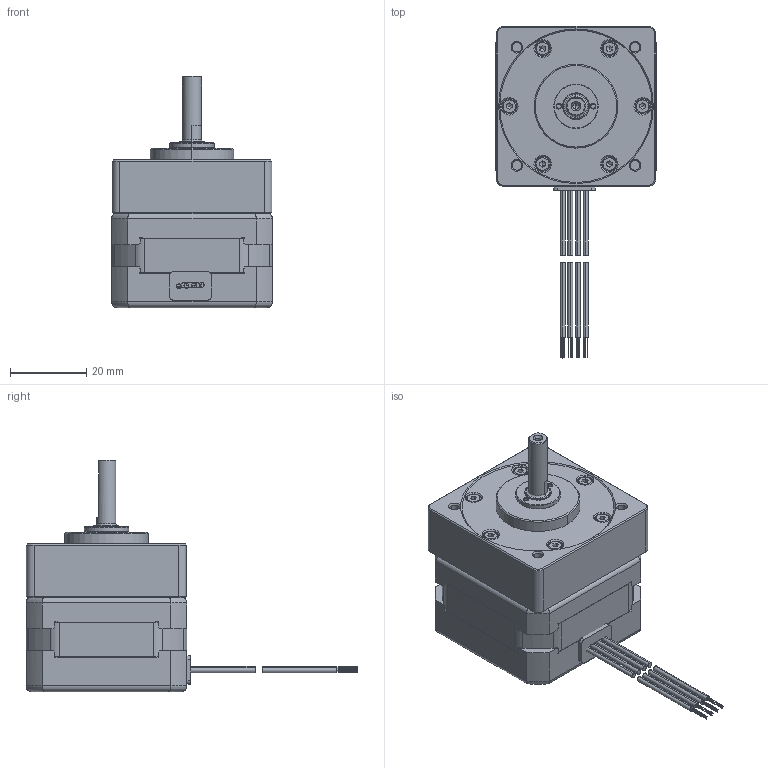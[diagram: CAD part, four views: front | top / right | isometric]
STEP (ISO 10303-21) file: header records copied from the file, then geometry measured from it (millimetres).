
FILE_DESCRIPTION((''),'2;1');
FILE_NAME('17HD5L_CHILUNXIANG_ASM','2023-12-15T13:28:22',('ms27865'),(''),'CREO PARAMETRIC BY PTC INC, 2018100','CREO PARAMETRIC BY PTC INC, 2018100','');
FILE_SCHEMA(('CONFIG_CONTROL_DESIGN'));
Length unit declared in the file: millimetre
Products named in the file (27): DINGZI_1_1_1_1; HOUDUANGAI_1_1_1_1; HUTAO_1_1_1_1; 4634140203854_1_1_1_1_1_1; 4634140203854_1_2_1_1_1_1; 4634140203854_1_3_1_1_1_1; 4634140203854_1_4_1_1_1_1; 4634140203854_1_5_1_1_1_1; 4634140203854_1_6_1_1_1_1; 4634140203854_1_7_1_1_1_1; 4634140203854_1_8_1_1_1_1; 4634140203854_1_ASM_1_ASM_1_ASM_ASM; XIANSHU_ASM_1_ASM_1_ASM_1_ASM_1_ASM; QIANDUANGAI_1_1_1_1; ASM0001_ASM_1_ASM_1_ASM_1_ASM_1_ASM; CHILUNXIANG_1_1_1; LUODING_1_1_1; ASM0001_ASM_ASM_1_ASM_1_ASM_1_ASM; 3219720000388_3_1_1_1; 3219720000388_3_2_1_1; 3219720000388_3_3_1_1; 3219720000388_3_4_1_1; 3219720000388_3_ASM_1_ASM_1_ASM; MINGPAI_ASM_1_ASM_1_ASM; 17HD5L_CHILUNXIANG_ASM_1_ASM_1_ASM; 17HD5L_CHILUNXIANG_ASM_ASM_1_ASM; 17HD5L_CHILUNXIANG_ASM
Assembly tree (29 placements, depth 8):
  17HD5L_CHILUNXIANG_ASM
    17HD5L_CHILUNXIANG_ASM_ASM_1_ASM
      17HD5L_CHILUNXIANG_ASM_1_ASM_1_ASM
        ASM0001_ASM_ASM_1_ASM_1_ASM_1_ASM
          ASM0001_ASM_1_ASM_1_ASM_1_ASM_1_ASM
            DINGZI_1_1_1_1
            HOUDUANGAI_1_1_1_1
            HUTAO_1_1_1_1
            XIANSHU_ASM_1_ASM_1_ASM_1_ASM_1_ASM
              4634140203854_1_ASM_1_ASM_1_ASM_ASM
                4634140203854_1_1_1_1_1_1
                4634140203854_1_2_1_1_1_1
                4634140203854_1_3_1_1_1_1
                4634140203854_1_4_1_1_1_1
                4634140203854_1_5_1_1_1_1
                4634140203854_1_6_1_1_1_1
                4634140203854_1_7_1_1_1_1
                4634140203854_1_8_1_1_1_1
            QIANDUANGAI_1_1_1_1
          CHILUNXIANG_1_1_1
          LUODING_1_1_1  x4
        MINGPAI_ASM_1_ASM_1_ASM
          3219720000388_3_ASM_1_ASM_1_ASM
            3219720000388_3_1_1_1
            3219720000388_3_2_1_1
            3219720000388_3_3_1_1
            3219720000388_3_4_1_1
Bounding box: 42.2 x 87.12 x 60.85 mm (x, y, z)
Volume: 68458.5 mm3; surface area: 26813.7 mm2
Topology: 21 solids, 35 shells, 868 faces, 2170 edges, 1401 vertices
Faces by surface type: plane 395, cylinder 274, cone 143, extrusion 24, torus 22, sphere 8, bspline 2
Entity records: 25066 total; most frequent: CARTESIAN_POINT 5597, DIRECTION 4220, ORIENTED_EDGE 3758, EDGE_CURVE 1893, AXIS2_PLACEMENT_3D 1593, VERTEX_POINT 1231, VECTOR 1034, LINE 1010
